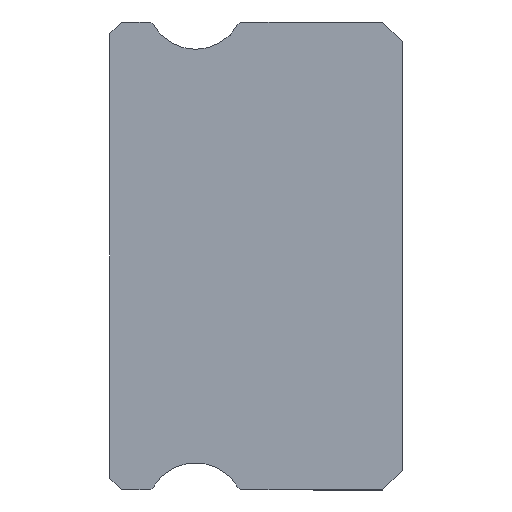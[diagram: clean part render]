
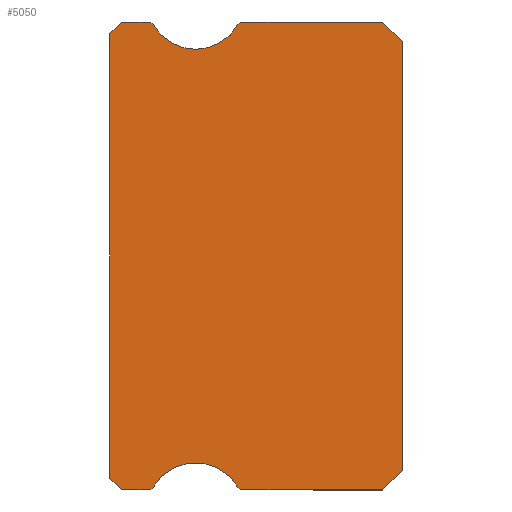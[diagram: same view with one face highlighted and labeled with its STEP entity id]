
A CAD part, left-side view. The second image highlights one B-rep face of the part: STEP entity #5050.
In plain terms, the highlighted planar face has unit normal (-1, 0, 0).
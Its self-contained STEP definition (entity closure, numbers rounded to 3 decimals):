
#14 = EDGE_LOOP ( 'NONE', ( #1527, #5853, #2355, #6065, #365, #4056, #2517, #658, #2012, #596, #5345, #1327, #900, #1368, #844, #2117, #4480 ) ) ;
#83 = DIRECTION ( 'NONE',  ( 0., 0., -1. ) ) ;
#87 = VERTEX_POINT ( 'NONE', #4228 ) ;
#96 = DIRECTION ( 'NONE',  ( 0., 0., 1. ) ) ;
#129 = DIRECTION ( 'NONE',  ( 1., 0., 0. ) ) ;
#157 = LINE ( 'NONE', #4838, #1979 ) ;
#160 = VECTOR ( 'NONE', #2412, 1000. ) ;
#199 = CARTESIAN_POINT ( 'NONE',  ( -7.5, 6.512, -6. ) ) ;
#258 = VECTOR ( 'NONE', #2373, 1000. ) ;
#304 = EDGE_CURVE ( 'NONE', #1300, #1666, #5042, .T. ) ;
#338 = CARTESIAN_POINT ( 'NONE',  ( -7.5, 4.088, 6. ) ) ;
#344 = CARTESIAN_POINT ( 'NONE',  ( -7.5, 4.088, 5.85 ) ) ;
#365 = ORIENTED_EDGE ( 'NONE', *, *, #4953, .F. ) ;
#421 = CIRCLE ( 'NONE', #4293, 0.15 ) ;
#433 = EDGE_CURVE ( 'NONE', #4048, #6057, #1022, .T. ) ;
#492 = EDGE_CURVE ( 'NONE', #5976, #532, #2026, .T. ) ;
#532 = VERTEX_POINT ( 'NONE', #3504 ) ;
#596 = ORIENTED_EDGE ( 'NONE', *, *, #6532, .T. ) ;
#639 = VECTOR ( 'NONE', #6184, 1000. ) ;
#658 = ORIENTED_EDGE ( 'NONE', *, *, #1468, .F. ) ;
#668 = DIRECTION ( 'NONE',  ( 0., -0.707, -0.707 ) ) ;
#672 = CARTESIAN_POINT ( 'NONE',  ( -7.5, 5.3, 6.55 ) ) ;
#709 = DIRECTION ( 'NONE',  ( -1., 0., 0. ) ) ;
#717 = LINE ( 'NONE', #199, #3476 ) ;
#742 = LINE ( 'NONE', #5374, #1187 ) ;
#747 = CIRCLE ( 'NONE', #5493, 1.25 ) ;
#794 = DIRECTION ( 'NONE',  ( 0., 0., -1. ) ) ;
#844 = ORIENTED_EDGE ( 'NONE', *, *, #492, .F. ) ;
#900 = ORIENTED_EDGE ( 'NONE', *, *, #3418, .F. ) ;
#1020 = CARTESIAN_POINT ( 'NONE',  ( -7.5, 6.512, 5.85 ) ) ;
#1022 = LINE ( 'NONE', #4241, #1822 ) ;
#1058 = DIRECTION ( 'NONE',  ( 0., -1., 0. ) ) ;
#1091 = DIRECTION ( 'NONE',  ( 1., 0., 0. ) ) ;
#1130 = DIRECTION ( 'NONE',  ( 0., -0.707, -0.707 ) ) ;
#1187 = VECTOR ( 'NONE', #668, 1000. ) ;
#1200 = CIRCLE ( 'NONE', #1748, 0.15 ) ;
#1300 = VERTEX_POINT ( 'NONE', #6814 ) ;
#1323 = EDGE_CURVE ( 'NONE', #5549, #1659, #5128, .T. ) ;
#1327 = ORIENTED_EDGE ( 'NONE', *, *, #433, .F. ) ;
#1368 = ORIENTED_EDGE ( 'NONE', *, *, #2959, .F. ) ;
#1462 = EDGE_CURVE ( 'NONE', #5980, #5469, #2868, .T. ) ;
#1468 = EDGE_CURVE ( 'NONE', #1666, #5549, #717, .T. ) ;
#1527 = ORIENTED_EDGE ( 'NONE', *, *, #3118, .T. ) ;
#1648 = VERTEX_POINT ( 'NONE', #4664 ) ;
#1659 = VERTEX_POINT ( 'NONE', #4136 ) ;
#1666 = VERTEX_POINT ( 'NONE', #1898 ) ;
#1670 = EDGE_CURVE ( 'NONE', #2423, #5976, #2806, .T. ) ;
#1742 = CIRCLE ( 'NONE', #5939, 1.25 ) ;
#1748 = AXIS2_PLACEMENT_3D ( 'NONE', #4027, #5689, #5625 ) ;
#1822 = VECTOR ( 'NONE', #1058, 1000. ) ;
#1898 = CARTESIAN_POINT ( 'NONE',  ( -7.5, 0.5, -6. ) ) ;
#1959 = LINE ( 'NONE', #4070, #639 ) ;
#1979 = VECTOR ( 'NONE', #1130, 1000. ) ;
#2012 = ORIENTED_EDGE ( 'NONE', *, *, #304, .F. ) ;
#2026 = CIRCLE ( 'NONE', #4786, 1.25 ) ;
#2042 = PLANE ( 'NONE',  #3199 ) ;
#2117 = ORIENTED_EDGE ( 'NONE', *, *, #1670, .F. ) ;
#2125 = DIRECTION ( 'NONE',  ( 0., 0., -1. ) ) ;
#2275 = DIRECTION ( 'NONE',  ( 0., 1., 0. ) ) ;
#2331 = DIRECTION ( 'NONE',  ( 0., 0., -1. ) ) ;
#2355 = ORIENTED_EDGE ( 'NONE', *, *, #4873, .T. ) ;
#2368 = EDGE_CURVE ( 'NONE', #6544, #1648, #6398, .T. ) ;
#2373 = DIRECTION ( 'NONE',  ( 0., -1., 0. ) ) ;
#2412 = DIRECTION ( 'NONE',  ( 0., 0.707, -0.707 ) ) ;
#2423 = VERTEX_POINT ( 'NONE', #5653 ) ;
#2517 = ORIENTED_EDGE ( 'NONE', *, *, #1323, .F. ) ;
#2725 = LINE ( 'NONE', #5893, #6267 ) ;
#2806 = CIRCLE ( 'NONE', #6236, 0.15 ) ;
#2868 = LINE ( 'NONE', #2931, #258 ) ;
#2910 = DIRECTION ( 'NONE',  ( 0., 0., -1. ) ) ;
#2931 = CARTESIAN_POINT ( 'NONE',  ( -7.5, 6.512, -6. ) ) ;
#2959 = EDGE_CURVE ( 'NONE', #532, #87, #747, .T. ) ;
#3118 = EDGE_CURVE ( 'NONE', #5534, #1648, #4634, .T. ) ;
#3199 = AXIS2_PLACEMENT_3D ( 'NONE', #3702, #4775, #3606 ) ;
#3278 = CARTESIAN_POINT ( 'NONE',  ( -7.5, 7.5, -5.7 ) ) ;
#3395 = CARTESIAN_POINT ( 'NONE',  ( -7.5, 7.2, -6. ) ) ;
#3418 = EDGE_CURVE ( 'NONE', #87, #4048, #421, .T. ) ;
#3476 = VECTOR ( 'NONE', #2275, 1000. ) ;
#3504 = CARTESIAN_POINT ( 'NONE',  ( -7.5, 5.3, 5.3 ) ) ;
#3606 = DIRECTION ( 'NONE',  ( 0., 0., -1. ) ) ;
#3637 = CARTESIAN_POINT ( 'NONE',  ( -7.5, 6.512, -6. ) ) ;
#3702 = CARTESIAN_POINT ( 'NONE',  ( -7.5, 6.512, 5.85 ) ) ;
#3808 = CARTESIAN_POINT ( 'NONE',  ( -7.5, 6.383, -5.925 ) ) ;
#3815 = CARTESIAN_POINT ( 'NONE',  ( -7.5, 7.2, 6. ) ) ;
#3970 = DIRECTION ( 'NONE',  ( 0., 0.707, -0.707 ) ) ;
#4027 = CARTESIAN_POINT ( 'NONE',  ( -7.5, 6.512, -5.85 ) ) ;
#4048 = VERTEX_POINT ( 'NONE', #338 ) ;
#4056 = ORIENTED_EDGE ( 'NONE', *, *, #5806, .F. ) ;
#4070 = CARTESIAN_POINT ( 'NONE',  ( -7.5, 7.2, 6. ) ) ;
#4136 = CARTESIAN_POINT ( 'NONE',  ( -7.5, 4.217, -5.925 ) ) ;
#4216 = EDGE_CURVE ( 'NONE', #2423, #5534, #1959, .T. ) ;
#4228 = CARTESIAN_POINT ( 'NONE',  ( -7.5, 4.217, 5.925 ) ) ;
#4241 = CARTESIAN_POINT ( 'NONE',  ( -7.5, 6.512, 6. ) ) ;
#4293 = AXIS2_PLACEMENT_3D ( 'NONE', #344, #4504, #794 ) ;
#4403 = CARTESIAN_POINT ( 'NONE',  ( -7.5, 0.5, 6. ) ) ;
#4480 = ORIENTED_EDGE ( 'NONE', *, *, #4216, .T. ) ;
#4504 = DIRECTION ( 'NONE',  ( 1., 0., 0. ) ) ;
#4634 = LINE ( 'NONE', #5664, #5289 ) ;
#4664 = CARTESIAN_POINT ( 'NONE',  ( -7.5, 7.5, 5.7 ) ) ;
#4775 = DIRECTION ( 'NONE',  ( 1., 0., 0. ) ) ;
#4786 = AXIS2_PLACEMENT_3D ( 'NONE', #4822, #5250, #83 ) ;
#4822 = CARTESIAN_POINT ( 'NONE',  ( -7.5, 5.3, 6.55 ) ) ;
#4838 = CARTESIAN_POINT ( 'NONE',  ( -7.5, 0.5, 6. ) ) ;
#4865 = VERTEX_POINT ( 'NONE', #5414 ) ;
#4872 = DIRECTION ( 'NONE',  ( 0., 0., -1. ) ) ;
#4873 = EDGE_CURVE ( 'NONE', #6544, #5980, #742, .T. ) ;
#4953 = EDGE_CURVE ( 'NONE', #6281, #5469, #1200, .T. ) ;
#5042 = LINE ( 'NONE', #5455, #160 ) ;
#5050 = ADVANCED_FACE ( 'NONE', ( #6226 ), #2042, .F. ) ;
#5107 = EDGE_CURVE ( 'NONE', #6057, #4865, #157, .T. ) ;
#5128 = CIRCLE ( 'NONE', #5789, 0.15 ) ;
#5134 = DIRECTION ( 'NONE',  ( 0., 0., 1. ) ) ;
#5250 = DIRECTION ( 'NONE',  ( -1., 0., 0. ) ) ;
#5289 = VECTOR ( 'NONE', #3970, 1000. ) ;
#5345 = ORIENTED_EDGE ( 'NONE', *, *, #5107, .F. ) ;
#5374 = CARTESIAN_POINT ( 'NONE',  ( -7.5, 7.2, -6. ) ) ;
#5414 = CARTESIAN_POINT ( 'NONE',  ( -7.5, 0., 5.5 ) ) ;
#5455 = CARTESIAN_POINT ( 'NONE',  ( -7.5, 0., -5.5 ) ) ;
#5469 = VERTEX_POINT ( 'NONE', #3637 ) ;
#5493 = AXIS2_PLACEMENT_3D ( 'NONE', #672, #709, #2331 ) ;
#5534 = VERTEX_POINT ( 'NONE', #3815 ) ;
#5549 = VERTEX_POINT ( 'NONE', #6470 ) ;
#5625 = DIRECTION ( 'NONE',  ( 0., 0., -1. ) ) ;
#5653 = CARTESIAN_POINT ( 'NONE',  ( -7.5, 6.512, 6. ) ) ;
#5664 = CARTESIAN_POINT ( 'NONE',  ( -7.5, 7.5, 5.7 ) ) ;
#5689 = DIRECTION ( 'NONE',  ( 1., 0., 0. ) ) ;
#5789 = AXIS2_PLACEMENT_3D ( 'NONE', #6399, #129, #4872 ) ;
#5806 = EDGE_CURVE ( 'NONE', #1659, #6281, #1742, .T. ) ;
#5853 = ORIENTED_EDGE ( 'NONE', *, *, #2368, .F. ) ;
#5893 = CARTESIAN_POINT ( 'NONE',  ( -7.5, 0., 5.5 ) ) ;
#5939 = AXIS2_PLACEMENT_3D ( 'NONE', #6092, #6722, #2910 ) ;
#5974 = CARTESIAN_POINT ( 'NONE',  ( -7.5, 6.383, 5.925 ) ) ;
#5976 = VERTEX_POINT ( 'NONE', #5974 ) ;
#5980 = VERTEX_POINT ( 'NONE', #3395 ) ;
#6057 = VERTEX_POINT ( 'NONE', #4403 ) ;
#6065 = ORIENTED_EDGE ( 'NONE', *, *, #1462, .T. ) ;
#6092 = CARTESIAN_POINT ( 'NONE',  ( -7.5, 5.3, -6.55 ) ) ;
#6184 = DIRECTION ( 'NONE',  ( 0., 1., 0. ) ) ;
#6226 = FACE_OUTER_BOUND ( 'NONE', #14, .T. ) ;
#6236 = AXIS2_PLACEMENT_3D ( 'NONE', #1020, #1091, #2125 ) ;
#6267 = VECTOR ( 'NONE', #96, 1000. ) ;
#6281 = VERTEX_POINT ( 'NONE', #3808 ) ;
#6375 = VECTOR ( 'NONE', #5134, 1000. ) ;
#6398 = LINE ( 'NONE', #6424, #6375 ) ;
#6399 = CARTESIAN_POINT ( 'NONE',  ( -7.5, 4.088, -5.85 ) ) ;
#6424 = CARTESIAN_POINT ( 'NONE',  ( -7.5, 7.5, 5.85 ) ) ;
#6470 = CARTESIAN_POINT ( 'NONE',  ( -7.5, 4.088, -6. ) ) ;
#6532 = EDGE_CURVE ( 'NONE', #1300, #4865, #2725, .T. ) ;
#6544 = VERTEX_POINT ( 'NONE', #3278 ) ;
#6722 = DIRECTION ( 'NONE',  ( -1., 0., 0. ) ) ;
#6814 = CARTESIAN_POINT ( 'NONE',  ( -7.5, 0., -5.5 ) ) ;
